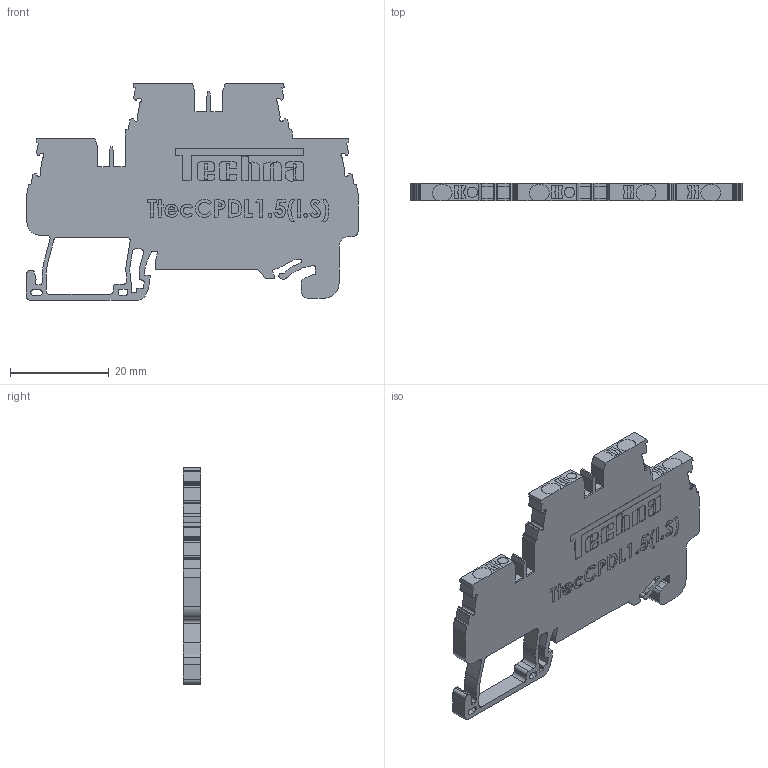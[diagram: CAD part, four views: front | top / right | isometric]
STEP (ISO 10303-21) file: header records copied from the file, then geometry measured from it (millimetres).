
FILE_DESCRIPTION (( 'STEP AP214' ), '1' );
FILE_NAME ('TtecCPDL1.5(I.S).STEP', '2020-07-02T07:31:58', ( '' ), ( '' ), 'SwSTEP 2.0', 'SolidWorks 2020', '' );
FILE_SCHEMA (( 'AUTOMOTIVE_DESIGN' ));
Length unit declared in the file: millimetre
Products named in the file (1): TtecCPDL1.5(I.S)
Bounding box: 67.4 x 3.5 x 44 mm (x, y, z)
Volume: 6793.1 mm3; surface area: 5397.9 mm2
Topology: 1 solids, 1 shells, 965 faces, 2729 edges, 1826 vertices
Faces by surface type: plane 535, cylinder 278, bspline 152
Entity records: 45666 total; most frequent: CARTESIAN_POINT 14409, ORIENTED_EDGE 5458, DIRECTION 4609, EDGE_CURVE 2729, VECTOR 1869, LINE 1869, VERTEX_POINT 1826, AXIS2_PLACEMENT_3D 1370
